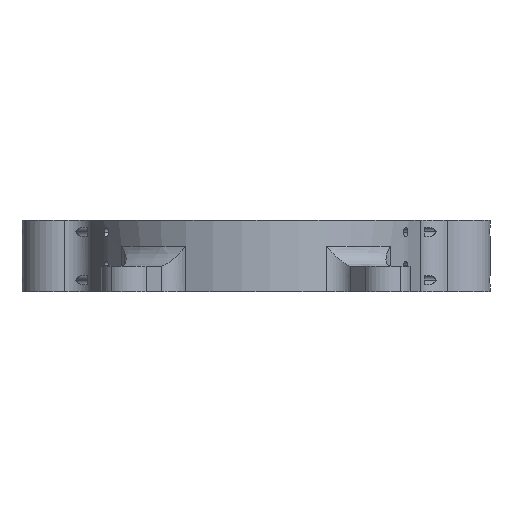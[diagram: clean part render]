
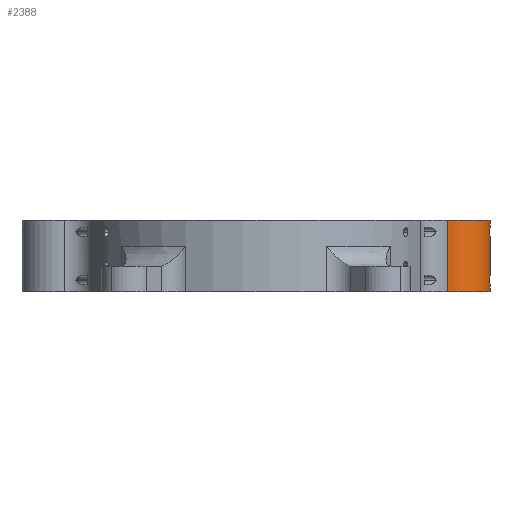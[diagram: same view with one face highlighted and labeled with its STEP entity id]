
A CAD part, front view. The second image highlights one B-rep face of the part: STEP entity #2388.
In plain terms, the highlighted cylindrical face has radius 9.525 mm (diameter 19.05 mm), a partial arc.
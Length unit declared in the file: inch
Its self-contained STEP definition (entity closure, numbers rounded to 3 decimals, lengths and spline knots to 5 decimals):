
#14 = CARTESIAN_POINT ( 'NONE',  ( 2.33485, -0.0118, 0.15815 ) ) ;
#50 = CARTESIAN_POINT ( 'NONE',  ( 2.33485, -0.01186, 0.07053 ) ) ;
#141 = LINE ( 'NONE', #4838, #4436 ) ;
#159 = VERTEX_POINT ( 'NONE', #5003 ) ;
#198 = VECTOR ( 'NONE', #5424, 39.37008 ) ;
#226 = CYLINDRICAL_SURFACE ( 'NONE', #3778, 0.375 ) ;
#259 = CIRCLE ( 'NONE', #3898, 0.375 ) ;
#323 = DIRECTION ( 'NONE',  ( 1., 0., 0. ) ) ;
#377 = ORIENTED_EDGE ( 'NONE', *, *, #6672, .T. ) ;
#410 = DIRECTION ( 'NONE',  ( 0., 0., -1. ) ) ;
#468 = CARTESIAN_POINT ( 'NONE',  ( 2.33294, -0.03932, 0.09167 ) ) ;
#501 = CARTESIAN_POINT ( 'NONE',  ( 2.33229, -0.045, 0.12031 ) ) ;
#515 = CARTESIAN_POINT ( 'NONE',  ( 2.335, 0., 0.54933 ) ) ;
#625 = AXIS2_PLACEMENT_3D ( 'NONE', #4050, #6149, #4146 ) ;
#827 = CARTESIAN_POINT ( 'NONE',  ( 2.335, 0., -1.06066 ) ) ;
#845 = CIRCLE ( 'NONE', #625, 0.375 ) ;
#983 = CARTESIAN_POINT ( 'NONE',  ( 2.335, -0.00588, 0.15933 ) ) ;
#1029 = VERTEX_POINT ( 'NONE', #3604 ) ;
#1032 = CARTESIAN_POINT ( 'NONE',  ( 2.33229, -0.045, 0.58841 ) ) ;
#1089 = B_SPLINE_CURVE_WITH_KNOTS ( 'NONE', 3,
 ( #6346, #6450, #1102, #4760, #1587, #4832, #5760, #3658, #4283, #1032, #2633, #3727, #4868, #2246, #3244, #5864, #3208, #515 ),
 .UNSPECIFIED., .F., .F.,
 ( 4, 2, 2, 2, 2, 2, 2, 2, 4 ),
 ( 0.00358, 0.00402, 0.00447, 0.00492, 0.00536, 0.00581, 0.00626, 0.00671, 0.00715 ),
 .UNSPECIFIED. ) ;
#1102 = CARTESIAN_POINT ( 'NONE',  ( 2.33485, -0.0118, 0.63815 ) ) ;
#1177 = CARTESIAN_POINT ( 'NONE',  ( 1.90924, -0.37155, 0.70866 ) ) ;
#1395 = VERTEX_POINT ( 'NONE', #4082 ) ;
#1507 = ORIENTED_EDGE ( 'NONE', *, *, #1651, .T. ) ;
#1568 = CARTESIAN_POINT ( 'NONE',  ( 2.335, 0., 0.63933 ) ) ;
#1569 = VERTEX_POINT ( 'NONE', #1177 ) ;
#1587 = CARTESIAN_POINT ( 'NONE',  ( 2.334, -0.02765, 0.63032 ) ) ;
#1596 = B_SPLINE_CURVE_WITH_KNOTS ( 'NONE', 3,
 ( #5712, #983, #14, #2127, #5291, #5223, #4713, #4233, #501, #2620, #3064, #468, #6261, #6749, #2691, #50, #3097, #5681 ),
 .UNSPECIFIED., .F., .F.,
 ( 4, 2, 2, 2, 2, 2, 2, 2, 4 ),
 ( 0.00358, 0.00402, 0.00447, 0.00492, 0.00536, 0.00581, 0.00626, 0.00671, 0.00715 ),
 .UNSPECIFIED. ) ;
#1651 = EDGE_CURVE ( 'NONE', #1569, #159, #141, .T. ) ;
#1796 = DIRECTION ( 'NONE',  ( 0., 0., 1. ) ) ;
#1895 = CARTESIAN_POINT ( 'NONE',  ( 2.335, 0., 0.70866 ) ) ;
#1987 = EDGE_CURVE ( 'NONE', #4016, #1395, #2216, .T. ) ;
#2051 = ORIENTED_EDGE ( 'NONE', *, *, #3280, .F. ) ;
#2074 = EDGE_CURVE ( 'NONE', #5983, #1029, #4942, .T. ) ;
#2127 = CARTESIAN_POINT ( 'NONE',  ( 2.33436, -0.02263, 0.15366 ) ) ;
#2216 = LINE ( 'NONE', #2670, #5646 ) ;
#2218 = DIRECTION ( 'NONE',  ( 0., 0., -1. ) ) ;
#2246 = CARTESIAN_POINT ( 'NONE',  ( 2.334, -0.0277, 0.55838 ) ) ;
#2388 = ADVANCED_FACE ( 'NONE', ( #4957 ), #226, .T. ) ;
#2413 = DIRECTION ( 'NONE',  ( 0., 0., 1. ) ) ;
#2471 = VERTEX_POINT ( 'NONE', #1568 ) ;
#2530 = DIRECTION ( 'NONE',  ( 1., 0., 0. ) ) ;
#2620 = CARTESIAN_POINT ( 'NONE',  ( 2.33229, -0.045, 0.10841 ) ) ;
#2633 = CARTESIAN_POINT ( 'NONE',  ( 2.33244, -0.04384, 0.58257 ) ) ;
#2670 = CARTESIAN_POINT ( 'NONE',  ( 2.335, 0., -1.06066 ) ) ;
#2691 = CARTESIAN_POINT ( 'NONE',  ( 2.33435, -0.02269, 0.07503 ) ) ;
#3064 = CARTESIAN_POINT ( 'NONE',  ( 2.33244, -0.04384, 0.10257 ) ) ;
#3097 = CARTESIAN_POINT ( 'NONE',  ( 2.335, -0.00595, 0.06933 ) ) ;
#3208 = CARTESIAN_POINT ( 'NONE',  ( 2.335, -0.00595, 0.54933 ) ) ;
#3244 = CARTESIAN_POINT ( 'NONE',  ( 2.33435, -0.02269, 0.55503 ) ) ;
#3273 = ORIENTED_EDGE ( 'NONE', *, *, #1987, .T. ) ;
#3280 = EDGE_CURVE ( 'NONE', #4016, #159, #259, .T. ) ;
#3322 = EDGE_CURVE ( 'NONE', #2471, #1029, #1089, .T. ) ;
#3446 = VECTOR ( 'NONE', #1796, 39.37008 ) ;
#3604 = CARTESIAN_POINT ( 'NONE',  ( 2.335, 0., 0.54933 ) ) ;
#3658 = CARTESIAN_POINT ( 'NONE',  ( 2.33244, -0.04382, 0.60615 ) ) ;
#3693 = ORIENTED_EDGE ( 'NONE', *, *, #3322, .F. ) ;
#3727 = CARTESIAN_POINT ( 'NONE',  ( 2.33294, -0.03932, 0.57167 ) ) ;
#3778 = AXIS2_PLACEMENT_3D ( 'NONE', #6127, #2413, #323 ) ;
#3830 = CARTESIAN_POINT ( 'NONE',  ( 2.335, 0., 0. ) ) ;
#3898 = AXIS2_PLACEMENT_3D ( 'NONE', #5139, #410, #2530 ) ;
#3941 = ORIENTED_EDGE ( 'NONE', *, *, #2074, .T. ) ;
#4016 = VERTEX_POINT ( 'NONE', #3830 ) ;
#4050 = CARTESIAN_POINT ( 'NONE',  ( 1.96, 0., 0.70866 ) ) ;
#4082 = CARTESIAN_POINT ( 'NONE',  ( 2.335, 0., 0.06933 ) ) ;
#4106 = VERTEX_POINT ( 'NONE', #1895 ) ;
#4146 = DIRECTION ( 'NONE',  ( 1., 0., 0. ) ) ;
#4233 = CARTESIAN_POINT ( 'NONE',  ( 2.33244, -0.04382, 0.12615 ) ) ;
#4283 = CARTESIAN_POINT ( 'NONE',  ( 2.33229, -0.045, 0.60031 ) ) ;
#4409 = ORIENTED_EDGE ( 'NONE', *, *, #6238, .F. ) ;
#4436 = VECTOR ( 'NONE', #2218, 39.37008 ) ;
#4713 = CARTESIAN_POINT ( 'NONE',  ( 2.33294, -0.03929, 0.13704 ) ) ;
#4760 = CARTESIAN_POINT ( 'NONE',  ( 2.33436, -0.02263, 0.63366 ) ) ;
#4768 = DIRECTION ( 'NONE',  ( 0., 0., 1. ) ) ;
#4813 = LINE ( 'NONE', #5359, #198 ) ;
#4832 = CARTESIAN_POINT ( 'NONE',  ( 2.3333, -0.03595, 0.62203 ) ) ;
#4838 = CARTESIAN_POINT ( 'NONE',  ( 1.90924, -0.37155, -1.06066 ) ) ;
#4868 = CARTESIAN_POINT ( 'NONE',  ( 2.33329, -0.03599, 0.56668 ) ) ;
#4942 = LINE ( 'NONE', #827, #3446 ) ;
#4957 = FACE_OUTER_BOUND ( 'NONE', #5005, .T. ) ;
#5003 = CARTESIAN_POINT ( 'NONE',  ( 1.90924, -0.37155, 0. ) ) ;
#5005 = EDGE_LOOP ( 'NONE', ( #2051, #3273, #4409, #3941, #3693, #377, #6240, #1507 ) ) ;
#5139 = CARTESIAN_POINT ( 'NONE',  ( 1.96, 0., 0. ) ) ;
#5205 = CARTESIAN_POINT ( 'NONE',  ( 2.335, 0., 0.15933 ) ) ;
#5223 = CARTESIAN_POINT ( 'NONE',  ( 2.3333, -0.03595, 0.14203 ) ) ;
#5291 = CARTESIAN_POINT ( 'NONE',  ( 2.334, -0.02765, 0.15032 ) ) ;
#5359 = CARTESIAN_POINT ( 'NONE',  ( 2.335, 0., -1.06066 ) ) ;
#5424 = DIRECTION ( 'NONE',  ( 0., 0., 1. ) ) ;
#5646 = VECTOR ( 'NONE', #4768, 39.37008 ) ;
#5681 = CARTESIAN_POINT ( 'NONE',  ( 2.335, 0., 0.06933 ) ) ;
#5712 = CARTESIAN_POINT ( 'NONE',  ( 2.335, 0., 0.15933 ) ) ;
#5760 = CARTESIAN_POINT ( 'NONE',  ( 2.33294, -0.03929, 0.61704 ) ) ;
#5864 = CARTESIAN_POINT ( 'NONE',  ( 2.33485, -0.01186, 0.55053 ) ) ;
#5953 = EDGE_CURVE ( 'NONE', #1569, #4106, #845, .T. ) ;
#5983 = VERTEX_POINT ( 'NONE', #5205 ) ;
#6127 = CARTESIAN_POINT ( 'NONE',  ( 1.96, 0., -1.06066 ) ) ;
#6149 = DIRECTION ( 'NONE',  ( 0., 0., 1. ) ) ;
#6238 = EDGE_CURVE ( 'NONE', #5983, #1395, #1596, .T. ) ;
#6240 = ORIENTED_EDGE ( 'NONE', *, *, #5953, .F. ) ;
#6261 = CARTESIAN_POINT ( 'NONE',  ( 2.33329, -0.03599, 0.08668 ) ) ;
#6346 = CARTESIAN_POINT ( 'NONE',  ( 2.335, 0., 0.63933 ) ) ;
#6450 = CARTESIAN_POINT ( 'NONE',  ( 2.335, -0.00588, 0.63933 ) ) ;
#6672 = EDGE_CURVE ( 'NONE', #2471, #4106, #4813, .T. ) ;
#6749 = CARTESIAN_POINT ( 'NONE',  ( 2.334, -0.0277, 0.07838 ) ) ;
